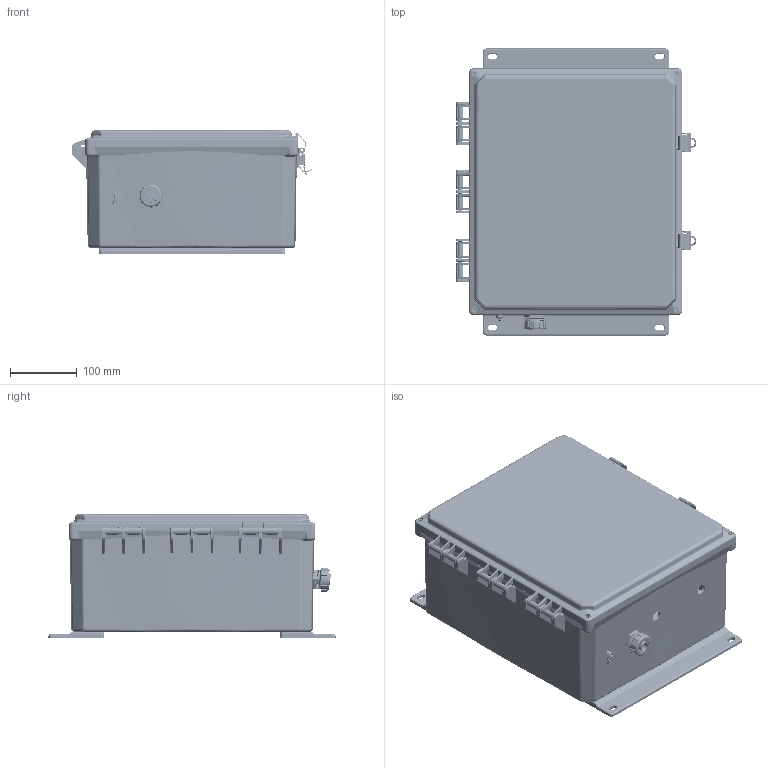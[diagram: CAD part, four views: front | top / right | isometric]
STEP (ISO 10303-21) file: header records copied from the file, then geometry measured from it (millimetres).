
FILE_DESCRIPTION (( 'STEP AP214' ), '1' );
FILE_NAME ('TEBPC141206-E00.step', '2020-01-28T15:33:51', ( '' ), ( '' ), 'SwSTEP 2.0', 'SolidWorks 2018', '' );
FILE_SCHEMA (( 'AUTOMOTIVE_DESIGN' ));
Length unit declared in the file: inch
Products named in the file (28): XF797-02; XF1056-01; XFW-0002; XFS-0017; XFS-0020_91735A827; XFN-0013; NBBPC141206_12IN-MNT-FLANGE; XMH-0007; XCT-0010; XMH-0041; XCT-0005; NBBPC141206_Box; NBBPC141206_Latch; XFN-0003; XCTB-0002; XFS-0026; 1AM07-189; TEBPC141206-E00; Integra-Upper Insert; XFS-0067_XFS-0067; XCT-0011; XNBBPC141206-01; Integra-Bottom Insert; MJSCVR; XFS-0032_91735A151; XC-0003; XFS-0059; NBBPC141206_Lid
Assembly tree (53 placements, depth 3):
  TEBPC141206-E00
    XNBBPC141206-01
      NBBPC141206_Box
      NBBPC141206_Lid
      NBBPC141206_Latch  x2
      NBBPC141206_12IN-MNT-FLANGE  x2
      Integra-Bottom Insert  x4
      Integra-Upper Insert  x4
    XFS-0026
    XFW-0002  x5
    XFN-0003  x2
    XCT-0005
    XCT-0010
    XC-0003
    XF1056-01
    XMH-0007  x4
    XFS-0020_91735A827  x4
    XMH-0041
    XFS-0059  x2
    XFS-0032_91735A151  x2
    XCTB-0002
    XFN-0013  x2
    XF797-02
    XFS-0017  x4
    MJSCVR  x2
    1AM07-189
    XFS-0067_XFS-0067
    XCT-0011
Bounding box: 360.69 x 430.53 x 185.49 mm (x, y, z)
Volume: 2728657 mm3; surface area: 1376198.8 mm2
Topology: 58 solids, 59 shells, 8978 faces, 22363 edges, 13328 vertices
Faces by surface type: cylinder 3043, plane 2345, cone 1713, bspline 1611, torus 228, sphere 38
Entity records: 295897 total; most frequent: CARTESIAN_POINT 149593, ORIENTED_EDGE 29870, DIRECTION 23453, EDGE_CURVE 14935, VERTEX_POINT 9078, AXIS2_PLACEMENT_3D 8488, VECTOR 6477, LINE 6477
